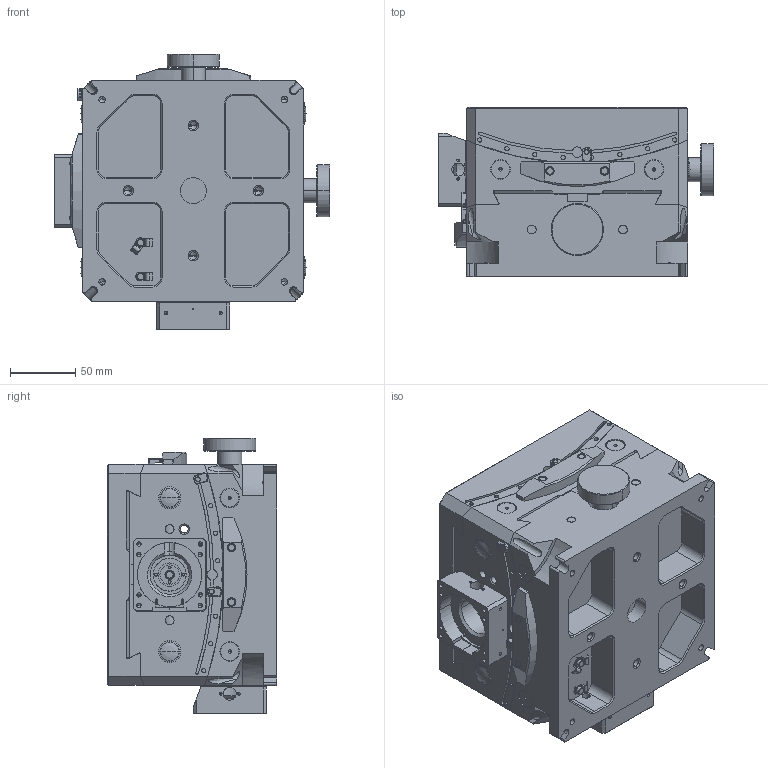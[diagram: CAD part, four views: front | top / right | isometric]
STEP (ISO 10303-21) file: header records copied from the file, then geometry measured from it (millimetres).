
FILE_DESCRIPTION((''),'2;1');
FILE_NAME('5203_20--53713_1002853_ASM','2019-03-11T10:35:27',('mn'),(''),'CREO PARAMETRIC BY PTC INC, 2018500','CREO PARAMETRIC BY PTC INC, 2018500','');
FILE_SCHEMA(('CONFIG_CONTROL_DESIGN'));
Length unit declared in the file: millimetre
Products named in the file (4): 5203_20_BASE--53713_102853; 5203_20_CS--53713_102853; 5203_20_SLIDE--53713_1028532; 5203_20--53713_1002853_ASM
Assembly tree (3 placements, depth 2):
  5203_20--53713_1002853_ASM
    5203_20_BASE--53713_102853
    5203_20_CS--53713_102853
    5203_20_SLIDE--53713_1028532
Bounding box: 212 x 130 x 212 mm (x, y, z)
Volume: 3556446.2 mm3; surface area: 386177.2 mm2
Topology: 7 solids, 9 shells, 1715 faces, 4340 edges, 2662 vertices
Faces by surface type: cylinder 675, plane 654, cone 332, torus 38, bspline 8, sphere 8
Entity records: 54595 total; most frequent: CARTESIAN_POINT 13231, DIRECTION 8954, ORIENTED_EDGE 8336, EDGE_CURVE 4168, AXIS2_PLACEMENT_3D 3340, VERTEX_POINT 2662, VECTOR 2274, LINE 2274
